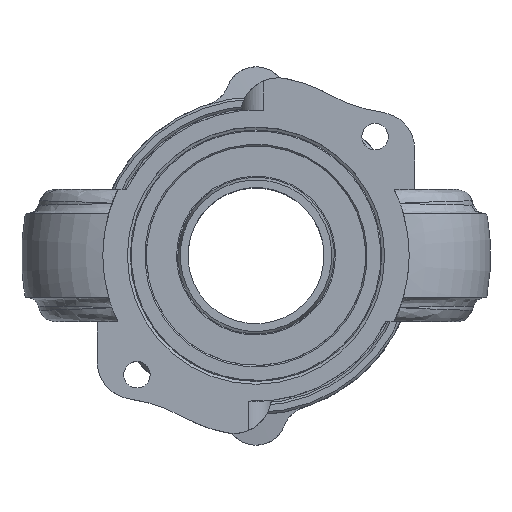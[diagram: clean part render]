
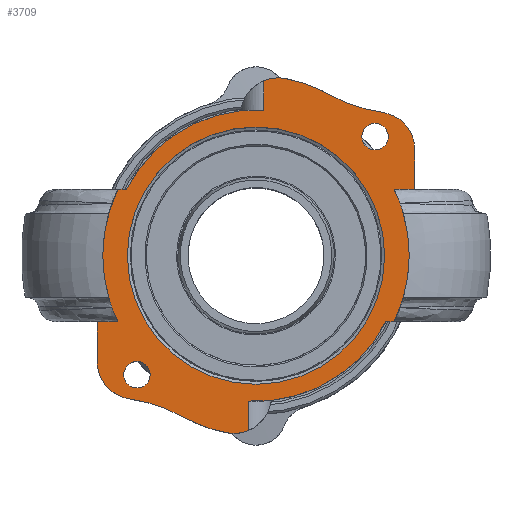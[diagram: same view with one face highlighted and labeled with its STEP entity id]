
A CAD part, top view. The second image highlights one B-rep face of the part: STEP entity #3709.
In plain terms, the highlighted planar face has unit normal (0, 0, 1).
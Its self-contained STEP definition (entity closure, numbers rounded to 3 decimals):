
#239=FACE_BOUND('',#571,.T.);
#240=FACE_BOUND('',#572,.T.);
#241=FACE_BOUND('',#573,.T.);
#276=PLANE('',#4148);
#363=FACE_OUTER_BOUND('',#570,.T.);
#570=EDGE_LOOP('',(#2410,#2411,#2412,#2413,#2414,#2415,#2416,#2417,#2418,
#2419,#2420,#2421,#2422,#2423,#2424,#2425,#2426,#2427,#2428,#2429,#2430,
#2431,#2432,#2433));
#571=EDGE_LOOP('',(#2434));
#572=EDGE_LOOP('',(#2435));
#573=EDGE_LOOP('',(#2436,#2437));
#813=LINE('',#5951,#974);
#814=LINE('',#5955,#975);
#815=LINE('',#5959,#976);
#816=LINE('',#5961,#977);
#817=LINE('',#5970,#978);
#818=LINE('',#5972,#979);
#819=LINE('',#5976,#980);
#820=LINE('',#5980,#981);
#821=LINE('',#5982,#982);
#822=LINE('',#5991,#983);
#974=VECTOR('',#4676,10.);
#975=VECTOR('',#4679,10.);
#976=VECTOR('',#4682,10.);
#977=VECTOR('',#4683,10.);
#978=VECTOR('',#4692,10.);
#979=VECTOR('',#4693,10.);
#980=VECTOR('',#4696,10.);
#981=VECTOR('',#4699,10.);
#982=VECTOR('',#4700,10.);
#983=VECTOR('',#4709,10.);
#1117=CIRCLE('',#4108,1.75);
#1119=CIRCLE('',#4111,1.75);
#1130=CIRCLE('',#4127,17.);
#1131=CIRCLE('',#4128,17.);
#1140=CIRCLE('',#4142,19.247);
#1145=CIRCLE('',#4149,19.247);
#1146=CIRCLE('',#4150,20.25);
#1147=CIRCLE('',#4151,22.);
#1148=CIRCLE('',#4152,5.);
#1149=CIRCLE('',#4153,20.);
#1150=CIRCLE('',#4154,20.);
#1151=CIRCLE('',#4155,5.);
#1152=CIRCLE('',#4156,20.25);
#1153=CIRCLE('',#4157,22.);
#1154=CIRCLE('',#4158,5.);
#1155=CIRCLE('',#4159,20.);
#1156=CIRCLE('',#4160,20.);
#1157=CIRCLE('',#4161,5.);
#1381=VERTEX_POINT('',#5655);
#1383=VERTEX_POINT('',#5661);
#1394=VERTEX_POINT('',#5692);
#1395=VERTEX_POINT('',#5693);
#1417=VERTEX_POINT('',#5815);
#1418=VERTEX_POINT('',#5817);
#1434=VERTEX_POINT('',#5947);
#1435=VERTEX_POINT('',#5948);
#1436=VERTEX_POINT('',#5950);
#1437=VERTEX_POINT('',#5952);
#1438=VERTEX_POINT('',#5954);
#1439=VERTEX_POINT('',#5956);
#1440=VERTEX_POINT('',#5958);
#1441=VERTEX_POINT('',#5960);
#1442=VERTEX_POINT('',#5962);
#1443=VERTEX_POINT('',#5964);
#1444=VERTEX_POINT('',#5966);
#1445=VERTEX_POINT('',#5968);
#1446=VERTEX_POINT('',#5971);
#1447=VERTEX_POINT('',#5973);
#1448=VERTEX_POINT('',#5975);
#1449=VERTEX_POINT('',#5977);
#1450=VERTEX_POINT('',#5979);
#1451=VERTEX_POINT('',#5981);
#1452=VERTEX_POINT('',#5983);
#1453=VERTEX_POINT('',#5985);
#1454=VERTEX_POINT('',#5987);
#1455=VERTEX_POINT('',#5989);
#1766=EDGE_CURVE('',#1381,#1381,#1117,.T.);
#1769=EDGE_CURVE('',#1383,#1383,#1119,.T.);
#1784=EDGE_CURVE('',#1394,#1395,#1130,.T.);
#1785=EDGE_CURVE('',#1395,#1394,#1131,.T.);
#1812=EDGE_CURVE('',#1417,#1418,#1140,.T.);
#1830=EDGE_CURVE('',#1434,#1435,#1145,.T.);
#1831=EDGE_CURVE('',#1436,#1434,#813,.T.);
#1832=EDGE_CURVE('',#1437,#1436,#1146,.T.);
#1833=EDGE_CURVE('',#1437,#1438,#814,.T.);
#1834=EDGE_CURVE('',#1439,#1438,#1147,.T.);
#1835=EDGE_CURVE('',#1439,#1440,#815,.T.);
#1836=EDGE_CURVE('',#1440,#1441,#816,.T.);
#1837=EDGE_CURVE('',#1441,#1442,#1148,.T.);
#1838=EDGE_CURVE('',#1442,#1443,#1149,.T.);
#1839=EDGE_CURVE('',#1443,#1444,#1150,.T.);
#1840=EDGE_CURVE('',#1444,#1445,#1151,.T.);
#1841=EDGE_CURVE('',#1418,#1445,#817,.T.);
#1842=EDGE_CURVE('',#1446,#1417,#818,.T.);
#1843=EDGE_CURVE('',#1447,#1446,#1152,.T.);
#1844=EDGE_CURVE('',#1447,#1448,#819,.T.);
#1845=EDGE_CURVE('',#1449,#1448,#1153,.T.);
#1846=EDGE_CURVE('',#1449,#1450,#820,.T.);
#1847=EDGE_CURVE('',#1450,#1451,#821,.T.);
#1848=EDGE_CURVE('',#1451,#1452,#1154,.T.);
#1849=EDGE_CURVE('',#1452,#1453,#1155,.T.);
#1850=EDGE_CURVE('',#1453,#1454,#1156,.T.);
#1851=EDGE_CURVE('',#1454,#1455,#1157,.T.);
#1852=EDGE_CURVE('',#1435,#1455,#822,.T.);
#2410=ORIENTED_EDGE('',*,*,#1830,.F.);
#2411=ORIENTED_EDGE('',*,*,#1831,.F.);
#2412=ORIENTED_EDGE('',*,*,#1832,.F.);
#2413=ORIENTED_EDGE('',*,*,#1833,.T.);
#2414=ORIENTED_EDGE('',*,*,#1834,.F.);
#2415=ORIENTED_EDGE('',*,*,#1835,.T.);
#2416=ORIENTED_EDGE('',*,*,#1836,.T.);
#2417=ORIENTED_EDGE('',*,*,#1837,.T.);
#2418=ORIENTED_EDGE('',*,*,#1838,.T.);
#2419=ORIENTED_EDGE('',*,*,#1839,.T.);
#2420=ORIENTED_EDGE('',*,*,#1840,.T.);
#2421=ORIENTED_EDGE('',*,*,#1841,.F.);
#2422=ORIENTED_EDGE('',*,*,#1812,.F.);
#2423=ORIENTED_EDGE('',*,*,#1842,.F.);
#2424=ORIENTED_EDGE('',*,*,#1843,.F.);
#2425=ORIENTED_EDGE('',*,*,#1844,.T.);
#2426=ORIENTED_EDGE('',*,*,#1845,.F.);
#2427=ORIENTED_EDGE('',*,*,#1846,.T.);
#2428=ORIENTED_EDGE('',*,*,#1847,.T.);
#2429=ORIENTED_EDGE('',*,*,#1848,.T.);
#2430=ORIENTED_EDGE('',*,*,#1849,.T.);
#2431=ORIENTED_EDGE('',*,*,#1850,.T.);
#2432=ORIENTED_EDGE('',*,*,#1851,.T.);
#2433=ORIENTED_EDGE('',*,*,#1852,.F.);
#2434=ORIENTED_EDGE('',*,*,#1766,.T.);
#2435=ORIENTED_EDGE('',*,*,#1769,.T.);
#2436=ORIENTED_EDGE('',*,*,#1784,.T.);
#2437=ORIENTED_EDGE('',*,*,#1785,.T.);
#3709=ADVANCED_FACE('',(#363,#239,#240,#241),#276,.F.);
#4108=AXIS2_PLACEMENT_3D('',#5656,#4574,#4575);
#4111=AXIS2_PLACEMENT_3D('',#5662,#4581,#4582);
#4127=AXIS2_PLACEMENT_3D('',#5694,#4617,#4618);
#4128=AXIS2_PLACEMENT_3D('',#5695,#4619,#4620);
#4142=AXIS2_PLACEMENT_3D('',#5818,#4657,#4658);
#4148=AXIS2_PLACEMENT_3D('',#5946,#4672,#4673);
#4149=AXIS2_PLACEMENT_3D('',#5949,#4674,#4675);
#4150=AXIS2_PLACEMENT_3D('',#5953,#4677,#4678);
#4151=AXIS2_PLACEMENT_3D('',#5957,#4680,#4681);
#4152=AXIS2_PLACEMENT_3D('',#5963,#4684,#4685);
#4153=AXIS2_PLACEMENT_3D('',#5965,#4686,#4687);
#4154=AXIS2_PLACEMENT_3D('',#5967,#4688,#4689);
#4155=AXIS2_PLACEMENT_3D('',#5969,#4690,#4691);
#4156=AXIS2_PLACEMENT_3D('',#5974,#4694,#4695);
#4157=AXIS2_PLACEMENT_3D('',#5978,#4697,#4698);
#4158=AXIS2_PLACEMENT_3D('',#5984,#4701,#4702);
#4159=AXIS2_PLACEMENT_3D('',#5986,#4703,#4704);
#4160=AXIS2_PLACEMENT_3D('',#5988,#4705,#4706);
#4161=AXIS2_PLACEMENT_3D('',#5990,#4707,#4708);
#4574=DIRECTION('center_axis',(0.,0.,-1.));
#4575=DIRECTION('ref_axis',(-1.,0.,0.));
#4581=DIRECTION('center_axis',(0.,0.,-1.));
#4582=DIRECTION('ref_axis',(-1.,0.,0.));
#4617=DIRECTION('center_axis',(0.,0.,-1.));
#4618=DIRECTION('ref_axis',(0.,-1.,0.));
#4619=DIRECTION('center_axis',(0.,0.,-1.));
#4620=DIRECTION('ref_axis',(0.,-1.,0.));
#4657=DIRECTION('center_axis',(0.,0.,-1.));
#4658=DIRECTION('ref_axis',(-1.,0.,0.));
#4672=DIRECTION('center_axis',(0.,0.,-1.));
#4673=DIRECTION('ref_axis',(-1.,0.,0.));
#4674=DIRECTION('center_axis',(0.,0.,-1.));
#4675=DIRECTION('ref_axis',(-1.,0.,0.));
#4676=DIRECTION('',(-1.,0.,0.));
#4677=DIRECTION('center_axis',(0.,0.,-1.));
#4678=DIRECTION('ref_axis',(-1.,0.,0.));
#4679=DIRECTION('',(1.,0.,0.));
#4680=DIRECTION('center_axis',(0.,0.,-1.));
#4681=DIRECTION('ref_axis',(0.988,0.152,0.));
#4682=DIRECTION('',(1.,0.,0.));
#4683=DIRECTION('',(0.,1.,0.));
#4684=DIRECTION('center_axis',(0.,0.,1.));
#4685=DIRECTION('ref_axis',(1.,0.,0.));
#4686=DIRECTION('center_axis',(0.,0.,-1.));
#4687=DIRECTION('ref_axis',(0.486,0.874,0.));
#4688=DIRECTION('center_axis',(0.,0.,1.));
#4689=DIRECTION('ref_axis',(-0.25,-0.968,0.));
#4690=DIRECTION('center_axis',(0.,0.,1.));
#4691=DIRECTION('ref_axis',(0.197,0.98,0.));
#4692=DIRECTION('',(0.,1.,0.));
#4693=DIRECTION('',(1.,0.,0.));
#4694=DIRECTION('center_axis',(0.,0.,-1.));
#4695=DIRECTION('ref_axis',(-1.,0.,0.));
#4696=DIRECTION('',(-1.,0.,0.));
#4697=DIRECTION('center_axis',(0.,0.,-1.));
#4698=DIRECTION('ref_axis',(-0.988,-0.152,0.));
#4699=DIRECTION('',(-1.,0.,0.));
#4700=DIRECTION('',(0.,-1.,0.));
#4701=DIRECTION('center_axis',(0.,0.,1.));
#4702=DIRECTION('ref_axis',(-1.,0.,0.));
#4703=DIRECTION('center_axis',(0.,0.,-1.));
#4704=DIRECTION('ref_axis',(-0.486,-0.874,0.));
#4705=DIRECTION('center_axis',(0.,0.,1.));
#4706=DIRECTION('ref_axis',(0.25,0.968,0.));
#4707=DIRECTION('center_axis',(0.,0.,1.));
#4708=DIRECTION('ref_axis',(-0.197,-0.98,0.));
#4709=DIRECTION('',(0.,-1.,0.));
#5655=CARTESIAN_POINT('',(17.483,15.733,-1.628));
#5656=CARTESIAN_POINT('Origin',(15.733,15.733,-1.628));
#5661=CARTESIAN_POINT('',(-13.983,-15.733,-1.628));
#5662=CARTESIAN_POINT('Origin',(-15.733,-15.733,-1.628));
#5692=CARTESIAN_POINT('',(0.,-17.,-1.628));
#5693=CARTESIAN_POINT('',(0.,17.,-1.628));
#5694=CARTESIAN_POINT('Origin',(0.,0.,-1.628));
#5695=CARTESIAN_POINT('Origin',(0.,0.,-1.628));
#5815=CARTESIAN_POINT('',(-17.143,8.75,-1.628));
#5817=CARTESIAN_POINT('',(1.,19.221,-1.628));
#5818=CARTESIAN_POINT('Origin',(0.,0.,-1.628));
#5946=CARTESIAN_POINT('Origin',(0.,0.,-1.628));
#5947=CARTESIAN_POINT('',(17.143,-8.75,-1.628));
#5948=CARTESIAN_POINT('',(-1.,-19.221,-1.628));
#5949=CARTESIAN_POINT('Origin',(0.,0.,-1.628));
#5950=CARTESIAN_POINT('',(18.262,-8.75,-1.628));
#5951=CARTESIAN_POINT('',(-18.846,-8.75,-1.628));
#5952=CARTESIAN_POINT('',(20.217,-1.15,-1.628));
#5953=CARTESIAN_POINT('Origin',(0.,0.,-1.628));
#5954=CARTESIAN_POINT('',(21.97,-1.15,-1.628));
#5955=CARTESIAN_POINT('',(0.,-1.15,-1.628));
#5956=CARTESIAN_POINT('',(20.185,8.75,-1.628));
#5957=CARTESIAN_POINT('Origin',(0.,0.,-1.628));
#5958=CARTESIAN_POINT('',(21.,8.75,-1.628));
#5959=CARTESIAN_POINT('',(-18.846,8.75,-1.628));
#5960=CARTESIAN_POINT('',(21.,13.984,-1.628));
#5961=CARTESIAN_POINT('',(21.,0.,-1.628));
#5962=CARTESIAN_POINT('',(16.691,18.936,-1.628));
#5963=CARTESIAN_POINT('Origin',(16.,13.984,-1.628));
#5964=CARTESIAN_POINT('',(9.728,21.27,-1.628));
#5965=CARTESIAN_POINT('Origin',(19.455,38.744,-1.628));
#5966=CARTESIAN_POINT('',(3.945,23.402,-1.628));
#5967=CARTESIAN_POINT('Origin',(0.,3.795,-1.628));
#5968=CARTESIAN_POINT('',(1.,23.1,-1.628));
#5969=CARTESIAN_POINT('Origin',(2.959,18.5,-1.628));
#5970=CARTESIAN_POINT('',(1.,30.5,-1.628));
#5971=CARTESIAN_POINT('',(-18.262,8.75,-1.628));
#5972=CARTESIAN_POINT('',(-18.846,8.75,-1.628));
#5973=CARTESIAN_POINT('',(-20.217,1.15,-1.628));
#5974=CARTESIAN_POINT('Origin',(0.,0.,-1.628));
#5975=CARTESIAN_POINT('',(-21.97,1.15,-1.628));
#5976=CARTESIAN_POINT('',(0.,1.15,-1.628));
#5977=CARTESIAN_POINT('',(-20.185,-8.75,-1.628));
#5978=CARTESIAN_POINT('Origin',(0.,0.,-1.628));
#5979=CARTESIAN_POINT('',(-21.,-8.75,-1.628));
#5980=CARTESIAN_POINT('',(-18.846,-8.75,-1.628));
#5981=CARTESIAN_POINT('',(-21.,-13.984,-1.628));
#5982=CARTESIAN_POINT('',(-21.,0.,-1.628));
#5983=CARTESIAN_POINT('',(-16.691,-18.936,-1.628));
#5984=CARTESIAN_POINT('Origin',(-16.,-13.984,-1.628));
#5985=CARTESIAN_POINT('',(-9.728,-21.27,-1.628));
#5986=CARTESIAN_POINT('Origin',(-19.455,-38.744,-1.628));
#5987=CARTESIAN_POINT('',(-3.945,-23.402,-1.628));
#5988=CARTESIAN_POINT('Origin',(0.,-3.795,
-1.628));
#5989=CARTESIAN_POINT('',(-1.,-23.1,-1.628));
#5990=CARTESIAN_POINT('Origin',(-2.959,-18.5,-1.628));
#5991=CARTESIAN_POINT('',(-1.,-47.25,-1.628));
